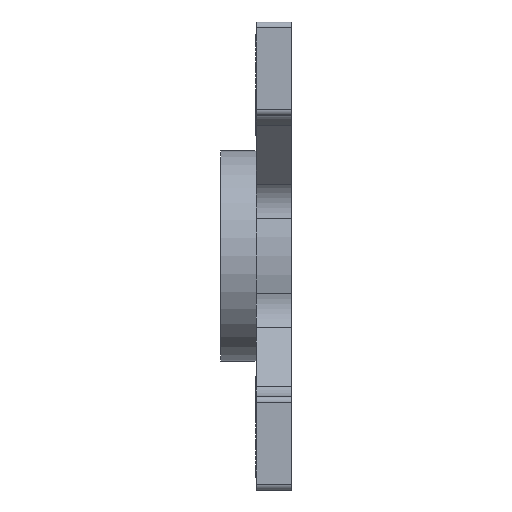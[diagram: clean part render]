
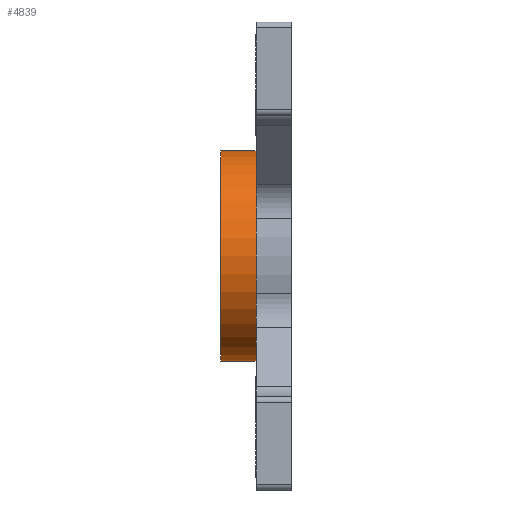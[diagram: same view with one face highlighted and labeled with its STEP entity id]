
A CAD part, left-side view. The second image highlights one B-rep face of the part: STEP entity #4839.
In plain terms, the highlighted cylindrical face has radius 9 mm (diameter 18 mm), a partial arc.
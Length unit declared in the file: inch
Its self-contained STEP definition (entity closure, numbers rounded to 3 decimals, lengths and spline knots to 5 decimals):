
#75 = VERTEX_POINT ( 'NONE', #1848 ) ;
#93 = CARTESIAN_POINT ( 'NONE',  ( 0., 0.11811, 0.35433 ) ) ;
#130 = ORIENTED_EDGE ( 'NONE', *, *, #4626, .T. ) ;
#268 = LINE ( 'NONE', #4475, #618 ) ;
#277 = AXIS2_PLACEMENT_3D ( 'NONE', #2695, #4271, #462 ) ;
#302 = DIRECTION ( 'NONE',  ( 0., -1., 0. ) ) ;
#335 = DIRECTION ( 'NONE',  ( 0., -1., 0. ) ) ;
#462 = DIRECTION ( 'NONE',  ( 0., 0., 1. ) ) ;
#618 = VECTOR ( 'NONE', #302, 39.37008 ) ;
#843 = EDGE_CURVE ( 'NONE', #3147, #4553, #268, .T. ) ;
#870 = CARTESIAN_POINT ( 'NONE',  ( 0., 1.47464, 0. ) ) ;
#908 = DIRECTION ( 'NONE',  ( 0., 0., 1. ) ) ;
#982 = CYLINDRICAL_SURFACE ( 'NONE', #3354, 0.35433 ) ;
#1293 = VERTEX_POINT ( 'NONE', #4917 ) ;
#1360 = ORIENTED_EDGE ( 'NONE', *, *, #843, .F. ) ;
#1459 = EDGE_LOOP ( 'NONE', ( #1360, #3846, #130, #2578 ) ) ;
#1484 = AXIS2_PLACEMENT_3D ( 'NONE', #4736, #3239, #908 ) ;
#1682 = DIRECTION ( 'NONE',  ( 0., 0., -1. ) ) ;
#1848 = CARTESIAN_POINT ( 'NONE',  ( 0., 0.11811, -0.35433 ) ) ;
#2524 = VECTOR ( 'NONE', #335, 39.37008 ) ;
#2525 = CARTESIAN_POINT ( 'NONE',  ( 0., 0.23622, 0.35433 ) ) ;
#2578 = ORIENTED_EDGE ( 'NONE', *, *, #4763, .T. ) ;
#2695 = CARTESIAN_POINT ( 'NONE',  ( 0., 0.11811, 0. ) ) ;
#3017 = CIRCLE ( 'NONE', #1484, 0.35433 ) ;
#3147 = VERTEX_POINT ( 'NONE', #2525 ) ;
#3239 = DIRECTION ( 'NONE',  ( 0., 1., 0. ) ) ;
#3354 = AXIS2_PLACEMENT_3D ( 'NONE', #870, #3543, #1682 ) ;
#3377 = CARTESIAN_POINT ( 'NONE',  ( 0., 1.47464, -0.35433 ) ) ;
#3543 = DIRECTION ( 'NONE',  ( 0., -1., 0. ) ) ;
#3846 = ORIENTED_EDGE ( 'NONE', *, *, #4454, .F. ) ;
#3930 = FACE_OUTER_BOUND ( 'NONE', #1459, .T. ) ;
#4110 = LINE ( 'NONE', #3377, #2524 ) ;
#4271 = DIRECTION ( 'NONE',  ( 0., 1., 0. ) ) ;
#4454 = EDGE_CURVE ( 'NONE', #1293, #3147, #3017, .T. ) ;
#4462 = CIRCLE ( 'NONE', #277, 0.35433 ) ;
#4475 = CARTESIAN_POINT ( 'NONE',  ( 0., 1.47464, 0.35433 ) ) ;
#4553 = VERTEX_POINT ( 'NONE', #93 ) ;
#4626 = EDGE_CURVE ( 'NONE', #1293, #75, #4110, .T. ) ;
#4736 = CARTESIAN_POINT ( 'NONE',  ( 0., 0.23622, 0. ) ) ;
#4763 = EDGE_CURVE ( 'NONE', #75, #4553, #4462, .T. ) ;
#4839 = ADVANCED_FACE ( 'NONE', ( #3930 ), #982, .T. ) ;
#4917 = CARTESIAN_POINT ( 'NONE',  ( 0., 0.23622, -0.35433 ) ) ;
